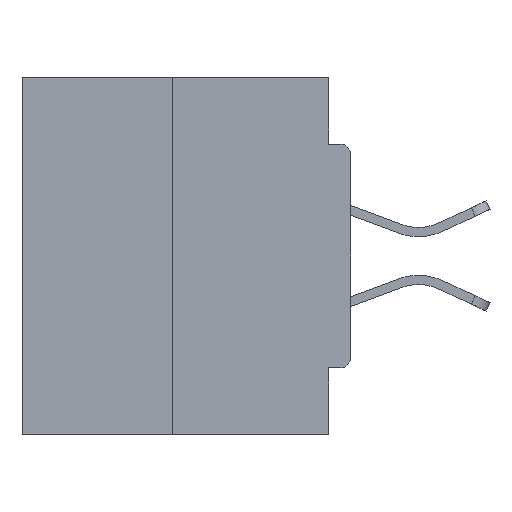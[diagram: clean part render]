
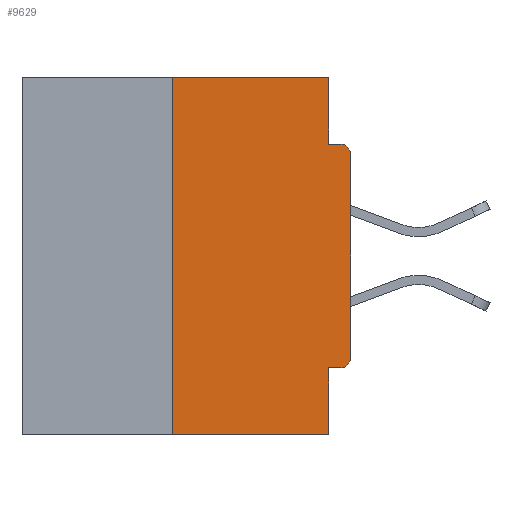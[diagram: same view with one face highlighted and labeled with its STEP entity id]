
A CAD part, left-side view. The second image highlights one B-rep face of the part: STEP entity #9629.
In plain terms, the highlighted planar face has unit normal (-1, 0, 0).
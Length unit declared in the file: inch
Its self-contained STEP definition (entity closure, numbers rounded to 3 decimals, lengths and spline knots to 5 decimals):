
#272 = EDGE_CURVE ( 'NONE', #15848, #2015, #45106, .T. ) ;
#490 = ORIENTED_EDGE ( 'NONE', *, *, #39301, .T. ) ;
#1418 = EDGE_CURVE ( 'NONE', #6206, #11101, #30217, .T. ) ;
#2015 = VERTEX_POINT ( 'NONE', #24286 ) ;
#3130 = CARTESIAN_POINT ( 'NONE',  ( 0., 0.46, 0. ) ) ;
#3220 = LINE ( 'NONE', #3601, #31461 ) ;
#3601 = CARTESIAN_POINT ( 'NONE',  ( 0., 0., 0. ) ) ;
#3628 = VECTOR ( 'NONE', #10846, 39.37008 ) ;
#4429 = VECTOR ( 'NONE', #12211, 39.37008 ) ;
#4469 = FACE_OUTER_BOUND ( 'NONE', #23654, .T. ) ;
#4647 = CARTESIAN_POINT ( 'NONE',  ( 0., 0., -0.0935 ) ) ;
#5701 = CARTESIAN_POINT ( 'NONE',  ( 0., 0.46, -0.5 ) ) ;
#6206 = VERTEX_POINT ( 'NONE', #19028 ) ;
#6429 = DIRECTION ( 'NONE',  ( 0., 0., -1. ) ) ;
#7005 = DIRECTION ( 'NONE',  ( 0., 1., 0. ) ) ;
#7440 = VERTEX_POINT ( 'NONE', #24765 ) ;
#7683 = EDGE_CURVE ( 'NONE', #45893, #32489, #28704, .T. ) ;
#7923 = EDGE_CURVE ( 'NONE', #6206, #32489, #32052, .T. ) ;
#8825 = ORIENTED_EDGE ( 'NONE', *, *, #42238, .F. ) ;
#8872 = LINE ( 'NONE', #4647, #15090 ) ;
#9250 = CARTESIAN_POINT ( 'NONE',  ( 0., 0.015, -0.1085 ) ) ;
#9629 = ADVANCED_FACE ( 'NONE', ( #4469 ), #46034, .F. ) ;
#10603 = VECTOR ( 'NONE', #40935, 39.37008 ) ;
#10846 = DIRECTION ( 'NONE',  ( 0., 0., 1. ) ) ;
#11101 = VERTEX_POINT ( 'NONE', #25234 ) ;
#12125 = DIRECTION ( 'NONE',  ( -1., 0., 0. ) ) ;
#12211 = DIRECTION ( 'NONE',  ( 0., -1., 0. ) ) ;
#12615 = ORIENTED_EDGE ( 'NONE', *, *, #34970, .F. ) ;
#13170 = VECTOR ( 'NONE', #18298, 39.37008 ) ;
#13826 = AXIS2_PLACEMENT_3D ( 'NONE', #9250, #23829, #15909 ) ;
#14011 = DIRECTION ( 'NONE',  ( 1., 0., 0. ) ) ;
#14539 = EDGE_CURVE ( 'NONE', #15848, #45893, #23580, .T. ) ;
#15090 = VECTOR ( 'NONE', #33872, 39.37008 ) ;
#15733 = CARTESIAN_POINT ( 'NONE',  ( 0., 0., -0.1085 ) ) ;
#15735 = CARTESIAN_POINT ( 'NONE',  ( 0., 0.015, -0.0935 ) ) ;
#15848 = VERTEX_POINT ( 'NONE', #32445 ) ;
#15909 = DIRECTION ( 'NONE',  ( 0., 0., -1. ) ) ;
#15973 = LINE ( 'NONE', #25105, #13170 ) ;
#16437 = CARTESIAN_POINT ( 'NONE',  ( 0., 0.031, -0.0935 ) ) ;
#17965 = CARTESIAN_POINT ( 'NONE',  ( 0., 0.25, 0. ) ) ;
#18298 = DIRECTION ( 'NONE',  ( 0., 0., -1. ) ) ;
#18613 = DIRECTION ( 'NONE',  ( 0., 0., 1. ) ) ;
#19028 = CARTESIAN_POINT ( 'NONE',  ( 0., 0.25, -0.5 ) ) ;
#21864 = CARTESIAN_POINT ( 'NONE',  ( 0., 0.46, 0. ) ) ;
#22001 = DIRECTION ( 'NONE',  ( 0., -1., 0. ) ) ;
#22092 = LINE ( 'NONE', #21864, #43632 ) ;
#23093 = EDGE_CURVE ( 'NONE', #11101, #7440, #22092, .T. ) ;
#23367 = CARTESIAN_POINT ( 'NONE',  ( 0., 0.031, -0.5 ) ) ;
#23499 = ORIENTED_EDGE ( 'NONE', *, *, #14539, .F. ) ;
#23580 = LINE ( 'NONE', #24589, #41701 ) ;
#23654 = EDGE_LOOP ( 'NONE', ( #28227, #40081, #28145, #28630, #23499, #45006, #33998, #490, #8825, #12615 ) ) ;
#23829 = DIRECTION ( 'NONE',  ( -1., 0., 0. ) ) ;
#24286 = CARTESIAN_POINT ( 'NONE',  ( 0., 0., -0.3915 ) ) ;
#24589 = CARTESIAN_POINT ( 'NONE',  ( 0., 0., -0.4065 ) ) ;
#24765 = CARTESIAN_POINT ( 'NONE',  ( 0., 0.031, 0. ) ) ;
#25105 = CARTESIAN_POINT ( 'NONE',  ( 0., 0.031, 0. ) ) ;
#25234 = CARTESIAN_POINT ( 'NONE',  ( 0., 0.25, 0. ) ) ;
#25439 = CARTESIAN_POINT ( 'NONE',  ( 0., 0.031, -0.4065 ) ) ;
#26538 = AXIS2_PLACEMENT_3D ( 'NONE', #44274, #12125, #40757 ) ;
#27993 = VERTEX_POINT ( 'NONE', #15733 ) ;
#28145 = ORIENTED_EDGE ( 'NONE', *, *, #7923, .T. ) ;
#28227 = ORIENTED_EDGE ( 'NONE', *, *, #23093, .F. ) ;
#28630 = ORIENTED_EDGE ( 'NONE', *, *, #7683, .F. ) ;
#28704 = LINE ( 'NONE', #23367, #10603 ) ;
#30217 = LINE ( 'NONE', #17965, #3628 ) ;
#31461 = VECTOR ( 'NONE', #18613, 39.37008 ) ;
#32052 = LINE ( 'NONE', #5701, #4429 ) ;
#32445 = CARTESIAN_POINT ( 'NONE',  ( 0., 0.015, -0.4065 ) ) ;
#32489 = VERTEX_POINT ( 'NONE', #39792 ) ;
#33307 = VERTEX_POINT ( 'NONE', #16437 ) ;
#33872 = DIRECTION ( 'NONE',  ( 0., -1., 0. ) ) ;
#33998 = ORIENTED_EDGE ( 'NONE', *, *, #42539, .T. ) ;
#34970 = EDGE_CURVE ( 'NONE', #7440, #33307, #15973, .T. ) ;
#35130 = VERTEX_POINT ( 'NONE', #15735 ) ;
#39301 = EDGE_CURVE ( 'NONE', #27993, #35130, #42762, .T. ) ;
#39792 = CARTESIAN_POINT ( 'NONE',  ( 0., 0.031, -0.5 ) ) ;
#40081 = ORIENTED_EDGE ( 'NONE', *, *, #1418, .F. ) ;
#40757 = DIRECTION ( 'NONE',  ( 0., 0., -1. ) ) ;
#40935 = DIRECTION ( 'NONE',  ( 0., 0., -1. ) ) ;
#41525 = AXIS2_PLACEMENT_3D ( 'NONE', #3130, #14011, #6429 ) ;
#41701 = VECTOR ( 'NONE', #7005, 39.37008 ) ;
#42238 = EDGE_CURVE ( 'NONE', #33307, #35130, #8872, .T. ) ;
#42539 = EDGE_CURVE ( 'NONE', #2015, #27993, #3220, .T. ) ;
#42762 = CIRCLE ( 'NONE', #13826, 0.015 ) ;
#43632 = VECTOR ( 'NONE', #22001, 39.37008 ) ;
#44274 = CARTESIAN_POINT ( 'NONE',  ( 0., 0.015, -0.3915 ) ) ;
#45006 = ORIENTED_EDGE ( 'NONE', *, *, #272, .T. ) ;
#45106 = CIRCLE ( 'NONE', #26538, 0.015 ) ;
#45893 = VERTEX_POINT ( 'NONE', #25439 ) ;
#46034 = PLANE ( 'NONE',  #41525 ) ;
